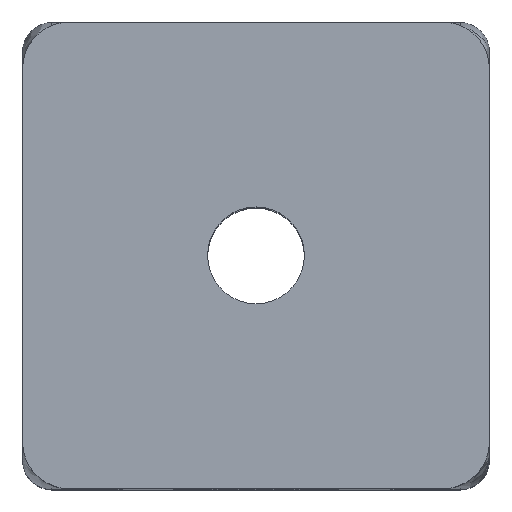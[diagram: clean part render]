
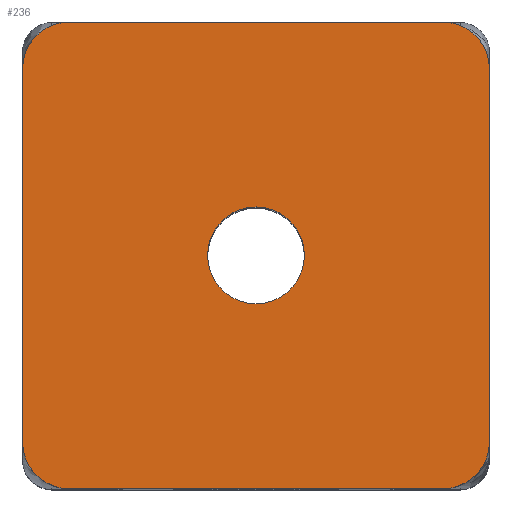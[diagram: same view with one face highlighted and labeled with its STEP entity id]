
A CAD part, top view. The second image highlights one B-rep face of the part: STEP entity #236.
In plain terms, the highlighted planar face has unit normal (0, 0, 1).
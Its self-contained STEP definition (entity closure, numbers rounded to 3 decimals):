
#34 = EDGE_CURVE ( 'NONE', #66, #3224, #2232, .T. ) ;
#38 = CARTESIAN_POINT ( 'NONE',  ( 20., -16., 30.1 ) ) ;
#66 = VERTEX_POINT ( 'NONE', #2655 ) ;
#112 = DIRECTION ( 'NONE',  ( 0., -1., 0. ) ) ;
#118 = EDGE_CURVE ( 'NONE', #554, #6154, #5553, .T. ) ;
#194 = CARTESIAN_POINT ( 'NONE',  ( 16., 16., 30.1 ) ) ;
#215 = DIRECTION ( 'NONE',  ( 0., 0., -1. ) ) ;
#236 = ADVANCED_FACE ( 'NONE', ( #4990, #2911 ), #774, .T. ) ;
#264 = DIRECTION ( 'NONE',  ( -1., 0., 0. ) ) ;
#268 = DIRECTION ( 'NONE',  ( 0., 1., 0. ) ) ;
#269 = CIRCLE ( 'NONE', #5291, 4. ) ;
#287 = VERTEX_POINT ( 'NONE', #5296 ) ;
#294 = AXIS2_PLACEMENT_3D ( 'NONE', #1706, #4268, #692 ) ;
#345 = CARTESIAN_POINT ( 'NONE',  ( -16., -20., 30.1 ) ) ;
#478 = EDGE_CURVE ( 'NONE', #287, #3344, #2464, .T. ) ;
#538 = CARTESIAN_POINT ( 'NONE',  ( -20., -16., 30.1 ) ) ;
#554 = VERTEX_POINT ( 'NONE', #38 ) ;
#692 = DIRECTION ( 'NONE',  ( 1., 0., 0. ) ) ;
#698 = EDGE_CURVE ( 'NONE', #1221, #3754, #6370, .T. ) ;
#747 = VECTOR ( 'NONE', #112, 1000. ) ;
#755 = CARTESIAN_POINT ( 'NONE',  ( 18., 16., 30.1 ) ) ;
#774 = PLANE ( 'NONE',  #4089 ) ;
#944 = CARTESIAN_POINT ( 'NONE',  ( 16., -20., 30.1 ) ) ;
#1221 = VERTEX_POINT ( 'NONE', #5028 ) ;
#1261 = DIRECTION ( 'NONE',  ( 0., 0., -1. ) ) ;
#1300 = CARTESIAN_POINT ( 'NONE',  ( 0., 0., 30.1 ) ) ;
#1558 = CARTESIAN_POINT ( 'NONE',  ( -16., 20., 30.1 ) ) ;
#1582 = CIRCLE ( 'NONE', #294, 4. ) ;
#1584 = VECTOR ( 'NONE', #5594, 1000. ) ;
#1706 = CARTESIAN_POINT ( 'NONE',  ( -16., -16., 30.1 ) ) ;
#1719 = EDGE_CURVE ( 'NONE', #3224, #287, #269, .T. ) ;
#1812 = ORIENTED_EDGE ( 'NONE', *, *, #34, .T. ) ;
#2024 = VERTEX_POINT ( 'NONE', #944 ) ;
#2110 = CARTESIAN_POINT ( 'NONE',  ( -16., 16., 30.1 ) ) ;
#2232 = LINE ( 'NONE', #3707, #1584 ) ;
#2275 = EDGE_CURVE ( 'NONE', #2024, #554, #5760, .T. ) ;
#2297 = CIRCLE ( 'NONE', #4209, 4.15 ) ;
#2303 = ORIENTED_EDGE ( 'NONE', *, *, #2922, .T. ) ;
#2324 = EDGE_CURVE ( 'NONE', #3344, #4761, #1582, .T. ) ;
#2416 = ORIENTED_EDGE ( 'NONE', *, *, #2324, .T. ) ;
#2464 = LINE ( 'NONE', #5030, #747 ) ;
#2655 = CARTESIAN_POINT ( 'NONE',  ( 16., 20., 30.1 ) ) ;
#2702 = CARTESIAN_POINT ( 'NONE',  ( 20., 16., 30.1 ) ) ;
#2721 = DIRECTION ( 'NONE',  ( 1., 0., 0. ) ) ;
#2834 = EDGE_LOOP ( 'NONE', ( #5053, #2416, #2303, #4143, #5167, #4529, #1812, #6145 ) ) ;
#2911 = FACE_OUTER_BOUND ( 'NONE', #2834, .T. ) ;
#2922 = EDGE_CURVE ( 'NONE', #4761, #2024, #6270, .T. ) ;
#3204 = CARTESIAN_POINT ( 'NONE',  ( 0., 0., 30.1 ) ) ;
#3224 = VERTEX_POINT ( 'NONE', #1558 ) ;
#3344 = VERTEX_POINT ( 'NONE', #538 ) ;
#3430 = EDGE_LOOP ( 'NONE', ( #4871, #6364 ) ) ;
#3569 = CIRCLE ( 'NONE', #3756, 4. ) ;
#3707 = CARTESIAN_POINT ( 'NONE',  ( 18., 20., 30.1 ) ) ;
#3709 = DIRECTION ( 'NONE',  ( 0., 0., 1. ) ) ;
#3751 = DIRECTION ( 'NONE',  ( -1., 0., 0. ) ) ;
#3754 = VERTEX_POINT ( 'NONE', #4884 ) ;
#3756 = AXIS2_PLACEMENT_3D ( 'NONE', #194, #3709, #5713 ) ;
#4029 = VECTOR ( 'NONE', #268, 1000. ) ;
#4089 = AXIS2_PLACEMENT_3D ( 'NONE', #755, #5248, #4282 ) ;
#4103 = CARTESIAN_POINT ( 'NONE',  ( 20., 16., 30.1 ) ) ;
#4117 = CARTESIAN_POINT ( 'NONE',  ( 16., -16., 30.1 ) ) ;
#4143 = ORIENTED_EDGE ( 'NONE', *, *, #2275, .T. ) ;
#4166 = DIRECTION ( 'NONE',  ( 0., 0., 1. ) ) ;
#4209 = AXIS2_PLACEMENT_3D ( 'NONE', #3204, #215, #3751 ) ;
#4268 = DIRECTION ( 'NONE',  ( 0., 0., 1. ) ) ;
#4282 = DIRECTION ( 'NONE',  ( 1., 0., 0. ) ) ;
#4529 = ORIENTED_EDGE ( 'NONE', *, *, #5061, .T. ) ;
#4726 = CARTESIAN_POINT ( 'NONE',  ( 18., -20., 30.1 ) ) ;
#4761 = VERTEX_POINT ( 'NONE', #345 ) ;
#4871 = ORIENTED_EDGE ( 'NONE', *, *, #698, .T. ) ;
#4884 = CARTESIAN_POINT ( 'NONE',  ( 4.15, 0., 30.1 ) ) ;
#4990 = FACE_BOUND ( 'NONE', #3430, .T. ) ;
#5028 = CARTESIAN_POINT ( 'NONE',  ( -4.15, 0., 30.1 ) ) ;
#5030 = CARTESIAN_POINT ( 'NONE',  ( -20., 16., 30.1 ) ) ;
#5053 = ORIENTED_EDGE ( 'NONE', *, *, #478, .T. ) ;
#5061 = EDGE_CURVE ( 'NONE', #6154, #66, #3569, .T. ) ;
#5066 = EDGE_CURVE ( 'NONE', #3754, #1221, #2297, .T. ) ;
#5082 = DIRECTION ( 'NONE',  ( 1., 0., 0. ) ) ;
#5105 = DIRECTION ( 'NONE',  ( 0., 0., 1. ) ) ;
#5167 = ORIENTED_EDGE ( 'NONE', *, *, #118, .T. ) ;
#5247 = AXIS2_PLACEMENT_3D ( 'NONE', #4117, #5105, #5082 ) ;
#5248 = DIRECTION ( 'NONE',  ( 0., 0., 1. ) ) ;
#5291 = AXIS2_PLACEMENT_3D ( 'NONE', #2110, #4166, #5627 ) ;
#5296 = CARTESIAN_POINT ( 'NONE',  ( -20., 16., 30.1 ) ) ;
#5553 = LINE ( 'NONE', #2702, #4029 ) ;
#5594 = DIRECTION ( 'NONE',  ( -1., 0., 0. ) ) ;
#5627 = DIRECTION ( 'NONE',  ( 1., 0., 0. ) ) ;
#5713 = DIRECTION ( 'NONE',  ( 1., 0., 0. ) ) ;
#5760 = CIRCLE ( 'NONE', #5247, 4. ) ;
#5797 = AXIS2_PLACEMENT_3D ( 'NONE', #1300, #1261, #264 ) ;
#6145 = ORIENTED_EDGE ( 'NONE', *, *, #1719, .T. ) ;
#6154 = VERTEX_POINT ( 'NONE', #4103 ) ;
#6270 = LINE ( 'NONE', #4726, #6361 ) ;
#6361 = VECTOR ( 'NONE', #2721, 1000. ) ;
#6364 = ORIENTED_EDGE ( 'NONE', *, *, #5066, .T. ) ;
#6370 = CIRCLE ( 'NONE', #5797, 4.15 ) ;
